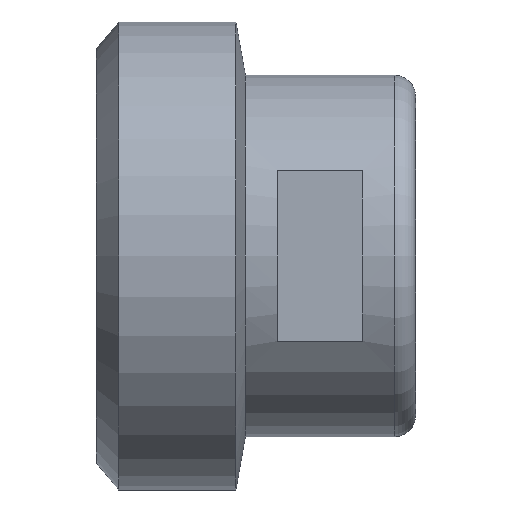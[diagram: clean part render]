
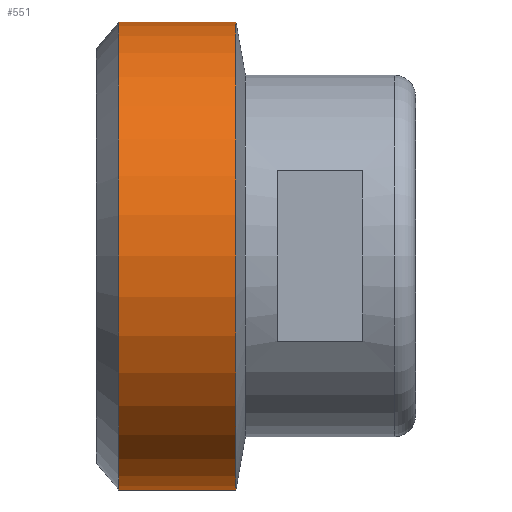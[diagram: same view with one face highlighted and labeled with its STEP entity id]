
A CAD part, front view. The second image highlights one B-rep face of the part: STEP entity #551.
In plain terms, the highlighted cylindrical face has radius 22 mm (diameter 44 mm), a full revolution.
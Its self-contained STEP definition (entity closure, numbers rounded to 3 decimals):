
#517=CARTESIAN_POINT('',(13.118,-22.0,0.0));
#518=VERTEX_POINT('',#517);
#519=CARTESIAN_POINT('',(13.118,0.0,0.0));
#520=DIRECTION('',(-1.0,0.0,0.0));
#521=DIRECTION('',(0.0,-1.0,0.0));
#522=AXIS2_PLACEMENT_3D('',#519,#520,#521);
#523=CIRCLE('',#522,22.0);
#524=EDGE_CURVE('',#518,#518,#523,.T.);
#532=CARTESIAN_POINT('',(7.608,0.0,0.0));
#533=DIRECTION('',(-1.0,0.0,0.0));
#534=DIRECTION('',(0.0,-1.0,0.0));
#535=AXIS2_PLACEMENT_3D('',#532,#533,#534);
#536=CYLINDRICAL_SURFACE('',#535,22.0);
#537=CARTESIAN_POINT('',(2.098,-22.0,0.0));
#538=VERTEX_POINT('',#537);
#539=CARTESIAN_POINT('',(2.098,0.0,0.0));
#540=DIRECTION('',(-1.0,0.0,0.0));
#541=DIRECTION('',(0.0,-1.0,0.0));
#542=AXIS2_PLACEMENT_3D('',#539,#540,#541);
#543=CIRCLE('',#542,22.0);
#544=EDGE_CURVE('',#538,#538,#543,.T.);
#545=ORIENTED_EDGE('',*,*,#544,.F.);
#546=EDGE_LOOP('',(#545));
#547=FACE_OUTER_BOUND('',#546,.T.);
#548=ORIENTED_EDGE('',*,*,#524,.T.);
#549=EDGE_LOOP('',(#548));
#550=FACE_BOUND('',#549,.T.);
#551=ADVANCED_FACE('',(#547,#550),#536,.T.);
